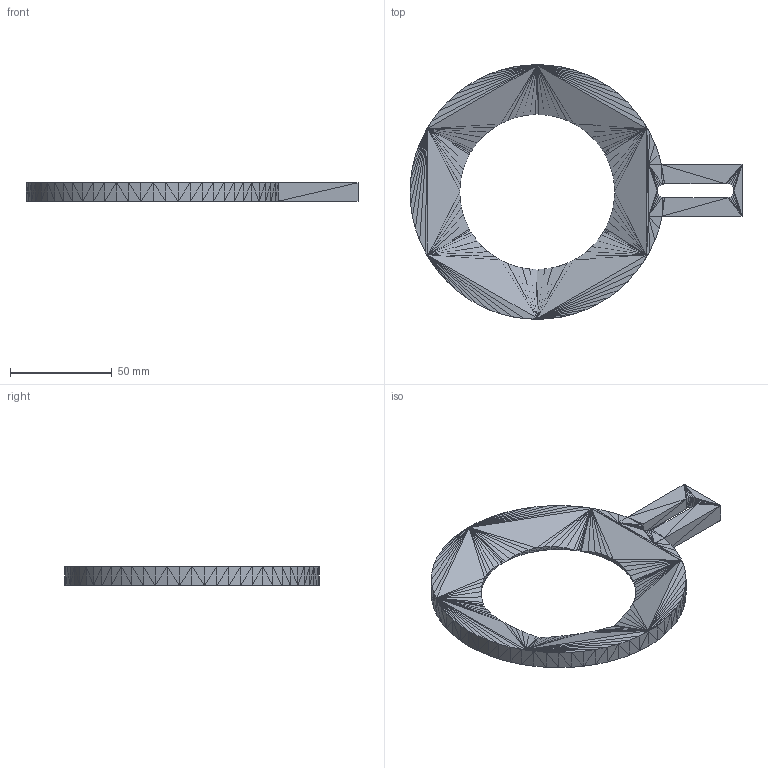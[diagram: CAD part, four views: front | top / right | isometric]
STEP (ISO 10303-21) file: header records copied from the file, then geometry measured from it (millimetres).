
FILE_DESCRIPTION (( 'STEP AP214' ), '1' );
FILE_NAME ('sleap led ring.STEP', '2022-02-01T18:55:05', ( '' ), ( '' ), 'SwSTEP 2.0', 'SolidWorks 2021', '' );
FILE_SCHEMA (( 'AUTOMOTIVE_DESIGN' ));
Length unit declared in the file: millimetre
Products named in the file (1): sleap led ring
Bounding box: 163.42 x 125.32 x 9.04 mm (x, y, z)
Volume: 54605.3 mm3; surface area: 22854.2 mm2
Topology: 1 solids, 1 shells, 840 faces, 1260 edges, 418 vertices
Faces by surface type: plane 840
Entity records: 16418 total; most frequent: DIRECTION 2942, ORIENTED_EDGE 2520, CARTESIAN_POINT 2519, VECTOR 1260, EDGE_CURVE 1260, LINE 1260, AXIS2_PLACEMENT_3D 841, PLANE 840
